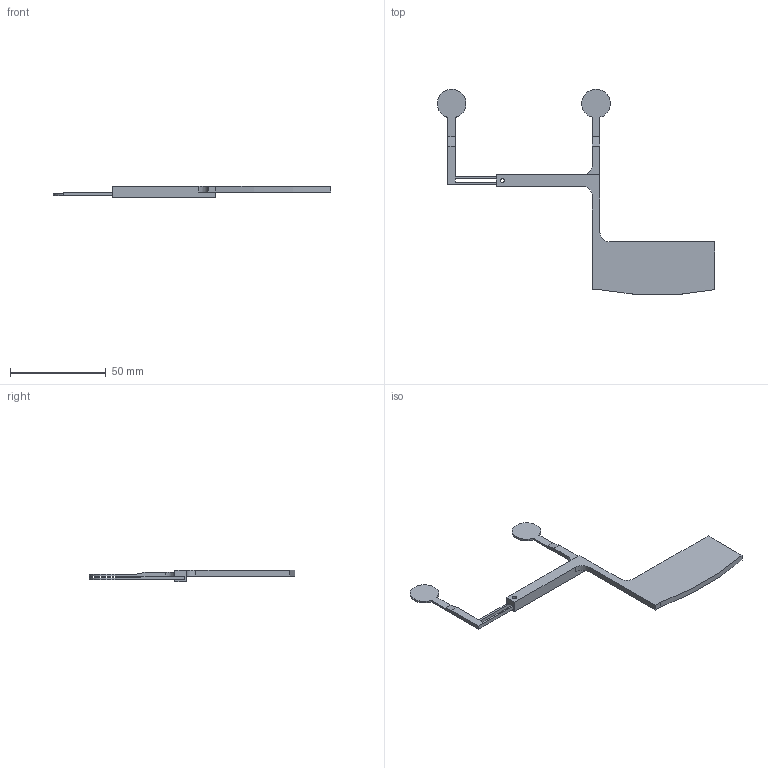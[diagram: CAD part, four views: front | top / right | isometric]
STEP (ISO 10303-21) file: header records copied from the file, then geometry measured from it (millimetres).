
FILE_DESCRIPTION (( 'STEP AP214' ), '1' );
FILE_NAME ('3.STEP', '2024-03-08T09:29:55', ( '' ), ( '' ), 'SwSTEP 2.0', 'SolidWorks 2024', '' );
FILE_SCHEMA (( 'AUTOMOTIVE_DESIGN' ));
Length unit declared in the file: millimetre
Products named in the file (3): 胫股关节外侧; 3; 术前测量1
Assembly tree (2 placements, depth 2):
  3
    术前测量1
    胫股关节外侧
Bounding box: 144.94 x 107.39 x 6 mm (x, y, z)
Volume: 8063.5 mm3; surface area: 8482.2 mm2
Topology: 2 solids, 2 shells, 48 faces, 129 edges, 86 vertices
Faces by surface type: plane 34, cylinder 14
Entity records: 1601 total; most frequent: CARTESIAN_POINT 268, DIRECTION 263, ORIENTED_EDGE 258, EDGE_CURVE 129, VECTOR 101, LINE 101, VERTEX_POINT 86, AXIS2_PLACEMENT_3D 81
